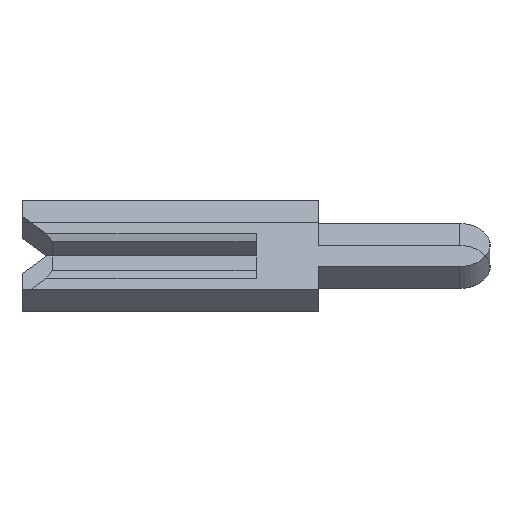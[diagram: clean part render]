
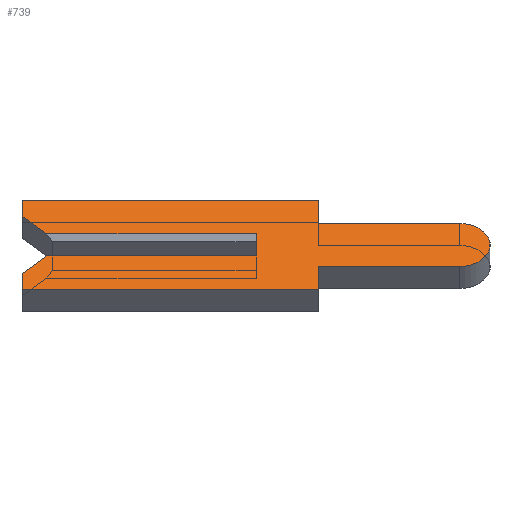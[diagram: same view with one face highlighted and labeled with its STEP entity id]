
A CAD part, left-side view. The second image highlights one B-rep face of the part: STEP entity #739.
In plain terms, the highlighted face is planar.
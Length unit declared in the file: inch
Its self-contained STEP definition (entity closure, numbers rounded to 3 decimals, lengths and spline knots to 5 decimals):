
#7 = ORIENTED_EDGE ( 'NONE', *, *, #56, .F. ) ;
#24 = CARTESIAN_POINT ( 'NONE',  ( -0.01, 0.15, 0.04 ) ) ;
#25 = ORIENTED_EDGE ( 'NONE', *, *, #995, .F. ) ;
#37 = LINE ( 'NONE', #2100, #1446 ) ;
#49 = CARTESIAN_POINT ( 'NONE',  ( -0.01, -0.04, 0.04 ) ) ;
#53 = CARTESIAN_POINT ( 'NONE',  ( -0.01, 0., -0.01 ) ) ;
#56 = EDGE_CURVE ( 'NONE', #1249, #456, #1178, .T. ) ;
#125 = CARTESIAN_POINT ( 'NONE',  ( -0.01, 0., 0.01 ) ) ;
#128 = VECTOR ( 'NONE', #2318, 39.37008 ) ;
#166 = EDGE_CURVE ( 'NONE', #1203, #1413, #449, .T. ) ;
#167 = CARTESIAN_POINT ( 'NONE',  ( -0.01, 0.15, -0.04 ) ) ;
#226 = CARTESIAN_POINT ( 'NONE',  ( -0.01, -0.1305, 0. ) ) ;
#237 = CIRCLE ( 'NONE', #340, 0.0195 ) ;
#258 = ORIENTED_EDGE ( 'NONE', *, *, #393, .F. ) ;
#269 = CARTESIAN_POINT ( 'NONE',  ( -0.01, 0.1305, -0.0065 ) ) ;
#276 = DIRECTION ( 'NONE',  ( 0., -0.707, 0.707 ) ) ;
#283 = DIRECTION ( 'NONE',  ( 1., 0., 0. ) ) ;
#288 = CARTESIAN_POINT ( 'NONE',  ( -0.01, 0.15, -0.04 ) ) ;
#295 = CARTESIAN_POINT ( 'NONE',  ( -0.01, 0.15, 0.01 ) ) ;
#298 = EDGE_CURVE ( 'NONE', #456, #956, #1360, .T. ) ;
#323 = ORIENTED_EDGE ( 'NONE', *, *, #2059, .F. ) ;
#333 = CARTESIAN_POINT ( 'NONE',  ( -0.01, 0.15, 0.026 ) ) ;
#340 = AXIS2_PLACEMENT_3D ( 'NONE', #226, #968, #1890 ) ;
#346 = VECTOR ( 'NONE', #1301, 39.37008 ) ;
#388 = DIRECTION ( 'NONE',  ( 0., 0., -1. ) ) ;
#393 = EDGE_CURVE ( 'NONE', #1347, #1271, #237, .T. ) ;
#404 = VECTOR ( 'NONE', #703, 39.37008 ) ;
#449 = LINE ( 'NONE', #1311, #1006 ) ;
#456 = VERTEX_POINT ( 'NONE', #53 ) ;
#498 = DIRECTION ( 'NONE',  ( 0., 0., 1. ) ) ;
#511 = EDGE_CURVE ( 'NONE', #596, #1753, #37, .T. ) ;
#512 = CARTESIAN_POINT ( 'NONE',  ( -0.01, -0.04, -0.0195 ) ) ;
#522 = VECTOR ( 'NONE', #1746, 39.37008 ) ;
#527 = CARTESIAN_POINT ( 'NONE',  ( -0.01, 0.134, -0.01 ) ) ;
#562 = EDGE_CURVE ( 'NONE', #596, #956, #1004, .T. ) ;
#568 = ORIENTED_EDGE ( 'NONE', *, *, #1047, .F. ) ;
#596 = VERTEX_POINT ( 'NONE', #1921 ) ;
#617 = DIRECTION ( 'NONE',  ( 0., -1., 0. ) ) ;
#635 = EDGE_CURVE ( 'NONE', #1050, #1249, #2312, .T. ) ;
#676 = VECTOR ( 'NONE', #2220, 39.37008 ) ;
#696 = DIRECTION ( 'NONE',  ( 0., 1., 0. ) ) ;
#703 = DIRECTION ( 'NONE',  ( 0., -1., 0. ) ) ;
#718 = DIRECTION ( 'NONE',  ( 0., 1., 0. ) ) ;
#739 = ADVANCED_FACE ( 'NONE', ( #2072 ), #1374, .F. ) ;
#743 = VECTOR ( 'NONE', #276, 39.37008 ) ;
#763 = VERTEX_POINT ( 'NONE', #288 ) ;
#821 = VECTOR ( 'NONE', #718, 39.37008 ) ;
#828 = EDGE_CURVE ( 'NONE', #763, #1050, #1586, .T. ) ;
#849 = ORIENTED_EDGE ( 'NONE', *, *, #511, .F. ) ;
#956 = VERTEX_POINT ( 'NONE', #125 ) ;
#968 = DIRECTION ( 'NONE',  ( 1., 0., 0. ) ) ;
#990 = DIRECTION ( 'NONE',  ( 0., 0.707, 0.707 ) ) ;
#995 = EDGE_CURVE ( 'NONE', #1271, #1203, #1588, .T. ) ;
#1004 = LINE ( 'NONE', #295, #522 ) ;
#1006 = VECTOR ( 'NONE', #388, 39.37008 ) ;
#1020 = CARTESIAN_POINT ( 'NONE',  ( -0.01, 0.15, -0.026 ) ) ;
#1047 = EDGE_CURVE ( 'NONE', #1753, #2158, #1473, .T. ) ;
#1050 = VERTEX_POINT ( 'NONE', #2142 ) ;
#1122 = ORIENTED_EDGE ( 'NONE', *, *, #562, .T. ) ;
#1170 = CARTESIAN_POINT ( 'NONE',  ( -0.01, 0., 0.0065 ) ) ;
#1178 = LINE ( 'NONE', #2043, #676 ) ;
#1179 = CARTESIAN_POINT ( 'NONE',  ( -0.01, 0.15, 0.04 ) ) ;
#1203 = VERTEX_POINT ( 'NONE', #512 ) ;
#1248 = ORIENTED_EDGE ( 'NONE', *, *, #166, .F. ) ;
#1249 = VERTEX_POINT ( 'NONE', #527 ) ;
#1271 = VERTEX_POINT ( 'NONE', #1287 ) ;
#1287 = CARTESIAN_POINT ( 'NONE',  ( -0.01, -0.1305, -0.0195 ) ) ;
#1290 = VERTEX_POINT ( 'NONE', #1985 ) ;
#1301 = DIRECTION ( 'NONE',  ( 0., 0., -1. ) ) ;
#1311 = CARTESIAN_POINT ( 'NONE',  ( -0.01, -0.04, -0.04 ) ) ;
#1347 = VERTEX_POINT ( 'NONE', #1657 ) ;
#1360 = LINE ( 'NONE', #1170, #2283 ) ;
#1374 = PLANE ( 'NONE',  #1453 ) ;
#1382 = CARTESIAN_POINT ( 'NONE',  ( -0.01, -0.1305, 0. ) ) ;
#1409 = CARTESIAN_POINT ( 'NONE',  ( -0.01, -0.04, -0.0195 ) ) ;
#1412 = EDGE_CURVE ( 'NONE', #1290, #1347, #2238, .T. ) ;
#1413 = VERTEX_POINT ( 'NONE', #1638 ) ;
#1446 = VECTOR ( 'NONE', #990, 39.37008 ) ;
#1453 = AXIS2_PLACEMENT_3D ( 'NONE', #1382, #283, #2120 ) ;
#1461 = ORIENTED_EDGE ( 'NONE', *, *, #635, .F. ) ;
#1473 = LINE ( 'NONE', #333, #1902 ) ;
#1519 = ORIENTED_EDGE ( 'NONE', *, *, #298, .F. ) ;
#1554 = LINE ( 'NONE', #167, #821 ) ;
#1578 = EDGE_CURVE ( 'NONE', #1413, #763, #1554, .T. ) ;
#1583 = ORIENTED_EDGE ( 'NONE', *, *, #1412, .F. ) ;
#1586 = LINE ( 'NONE', #1020, #128 ) ;
#1588 = LINE ( 'NONE', #1409, #2017 ) ;
#1638 = CARTESIAN_POINT ( 'NONE',  ( -0.01, -0.04, -0.04 ) ) ;
#1657 = CARTESIAN_POINT ( 'NONE',  ( -0.01, -0.1305, 0.0195 ) ) ;
#1692 = DIRECTION ( 'NONE',  ( 0., 0., 1. ) ) ;
#1746 = DIRECTION ( 'NONE',  ( 0., -1., 0. ) ) ;
#1753 = VERTEX_POINT ( 'NONE', #2041 ) ;
#1831 = ORIENTED_EDGE ( 'NONE', *, *, #1578, .F. ) ;
#1890 = DIRECTION ( 'NONE',  ( 0., 0., -1. ) ) ;
#1902 = VECTOR ( 'NONE', #498, 39.37008 ) ;
#1918 = EDGE_LOOP ( 'NONE', ( #1122, #1519, #7, #1461, #2002, #1831, #1248, #25, #258, #1583, #323, #2300, #568, #849 ) ) ;
#1921 = CARTESIAN_POINT ( 'NONE',  ( -0.01, 0.134, 0.01 ) ) ;
#1985 = CARTESIAN_POINT ( 'NONE',  ( -0.01, -0.04, 0.0195 ) ) ;
#2002 = ORIENTED_EDGE ( 'NONE', *, *, #828, .F. ) ;
#2017 = VECTOR ( 'NONE', #696, 39.37008 ) ;
#2041 = CARTESIAN_POINT ( 'NONE',  ( -0.01, 0.15, 0.026 ) ) ;
#2043 = CARTESIAN_POINT ( 'NONE',  ( -0.01, -0.1305, -0.01 ) ) ;
#2049 = CARTESIAN_POINT ( 'NONE',  ( -0.01, -0.04, 0.04 ) ) ;
#2059 = EDGE_CURVE ( 'NONE', #2262, #1290, #2088, .T. ) ;
#2072 = FACE_OUTER_BOUND ( 'NONE', #1918, .T. ) ;
#2088 = LINE ( 'NONE', #49, #346 ) ;
#2096 = VECTOR ( 'NONE', #617, 39.37008 ) ;
#2100 = CARTESIAN_POINT ( 'NONE',  ( -0.01, 0.1305, 0.0065 ) ) ;
#2120 = DIRECTION ( 'NONE',  ( 0., 0., -1. ) ) ;
#2142 = CARTESIAN_POINT ( 'NONE',  ( -0.01, 0.15, -0.026 ) ) ;
#2158 = VERTEX_POINT ( 'NONE', #24 ) ;
#2195 = CARTESIAN_POINT ( 'NONE',  ( -0.01, -0.04, 0.0195 ) ) ;
#2220 = DIRECTION ( 'NONE',  ( 0., -1., 0. ) ) ;
#2238 = LINE ( 'NONE', #2195, #404 ) ;
#2246 = EDGE_CURVE ( 'NONE', #2158, #2262, #2273, .T. ) ;
#2262 = VERTEX_POINT ( 'NONE', #2049 ) ;
#2273 = LINE ( 'NONE', #1179, #2096 ) ;
#2283 = VECTOR ( 'NONE', #1692, 39.37008 ) ;
#2300 = ORIENTED_EDGE ( 'NONE', *, *, #2246, .F. ) ;
#2312 = LINE ( 'NONE', #269, #743 ) ;
#2318 = DIRECTION ( 'NONE',  ( 0., 0., 1. ) ) ;
